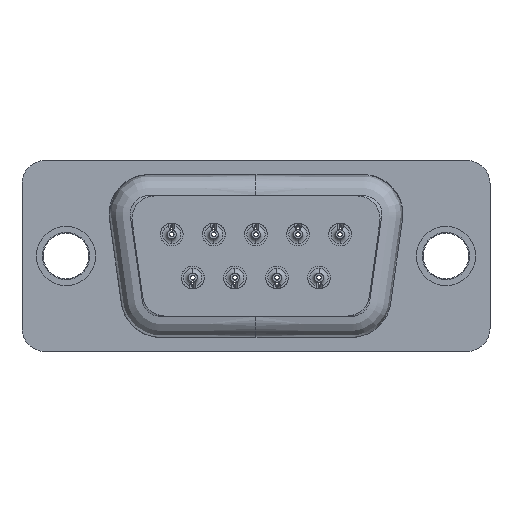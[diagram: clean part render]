
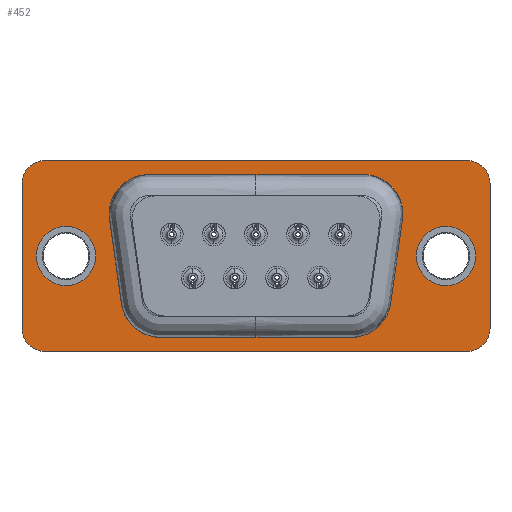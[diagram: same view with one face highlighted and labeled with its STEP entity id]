
A CAD part, front view. The second image highlights one B-rep face of the part: STEP entity #452.
In plain terms, the highlighted planar face has unit normal (0, -1, 0).
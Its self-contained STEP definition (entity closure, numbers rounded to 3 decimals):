
#452=ADVANCED_FACE('',(#1773,#1774,#1775,#1776),#1777,.F.);
#1773=FACE_BOUND('',#11581,.T.);
#1774=FACE_BOUND('',#11582,.T.);
#1775=FACE_BOUND('',#11583,.T.);
#1776=FACE_OUTER_BOUND('',#11584,.T.);
#1777=PLANE('',#11585);
#11581=EDGE_LOOP('',(#22751,#22752));
#11582=EDGE_LOOP('',(#22753,#22754));
#11583=EDGE_LOOP('',(#22755,#22756,#22757,#22758,#22759,#22760,#22761,#22762,#22763,#22764));
#11584=EDGE_LOOP('',(#22765,#22766,#22767,#22768,#22769,#22770,#22771,#22772));
#11585=AXIS2_PLACEMENT_3D('',#22773,#22774,#22775);
#22751=ORIENTED_EDGE('',*,*,#29534,.T.);
#22752=ORIENTED_EDGE('',*,*,#29558,.T.);
#22753=ORIENTED_EDGE('',*,*,#29542,.T.);
#22754=ORIENTED_EDGE('',*,*,#29559,.T.);
#22755=ORIENTED_EDGE('',*,*,#29560,.T.);
#22756=ORIENTED_EDGE('',*,*,#29561,.T.);
#22757=ORIENTED_EDGE('',*,*,#29524,.T.);
#22758=ORIENTED_EDGE('',*,*,#29523,.T.);
#22759=ORIENTED_EDGE('',*,*,#29522,.T.);
#22760=ORIENTED_EDGE('',*,*,#29521,.T.);
#22761=ORIENTED_EDGE('',*,*,#29520,.T.);
#22762=ORIENTED_EDGE('',*,*,#29562,.T.);
#22763=ORIENTED_EDGE('',*,*,#29563,.T.);
#22764=ORIENTED_EDGE('',*,*,#29564,.T.);
#22765=ORIENTED_EDGE('',*,*,#29565,.F.);
#22766=ORIENTED_EDGE('',*,*,#29566,.F.);
#22767=ORIENTED_EDGE('',*,*,#29567,.F.);
#22768=ORIENTED_EDGE('',*,*,#29568,.F.);
#22769=ORIENTED_EDGE('',*,*,#29569,.F.);
#22770=ORIENTED_EDGE('',*,*,#29570,.F.);
#22771=ORIENTED_EDGE('',*,*,#29571,.F.);
#22772=ORIENTED_EDGE('',*,*,#29572,.F.);
#22773=CARTESIAN_POINT('',(-13.9,-0.4,4.775));
#22774=DIRECTION('',(-0.0,1.0,0.0));
#22775=DIRECTION('',(1.0,0.0,0.0));
#29520=EDGE_CURVE('',#32618,#32616,#32619,.T.);
#29521=EDGE_CURVE('',#32620,#32618,#32621,.T.);
#29522=EDGE_CURVE('',#32622,#32620,#32623,.T.);
#29523=EDGE_CURVE('',#32624,#32622,#32625,.T.);
#29524=EDGE_CURVE('',#32612,#32624,#32626,.T.);
#29534=EDGE_CURVE('',#32638,#32642,#32644,.T.);
#29542=EDGE_CURVE('',#32654,#32658,#32660,.T.);
#29558=EDGE_CURVE('',#32642,#32638,#32688,.T.);
#29559=EDGE_CURVE('',#32658,#32654,#32689,.T.);
#29560=EDGE_CURVE('',#32690,#32691,#32692,.T.);
#29561=EDGE_CURVE('',#32691,#32612,#32693,.T.);
#29562=EDGE_CURVE('',#32616,#32694,#32695,.T.);
#29563=EDGE_CURVE('',#32694,#32696,#32697,.T.);
#29564=EDGE_CURVE('',#32696,#32690,#32698,.T.);
#29565=EDGE_CURVE('',#32699,#32700,#32701,.T.);
#29566=EDGE_CURVE('',#32702,#32699,#32703,.T.);
#29567=EDGE_CURVE('',#32704,#32702,#32705,.T.);
#29568=EDGE_CURVE('',#32706,#32704,#32707,.T.);
#29569=EDGE_CURVE('',#32708,#32706,#32709,.T.);
#29570=EDGE_CURVE('',#32710,#32708,#32711,.T.);
#29571=EDGE_CURVE('',#32712,#32710,#32713,.T.);
#29572=EDGE_CURVE('',#32700,#32712,#32714,.T.);
#32612=VERTEX_POINT('',#37496);
#32616=VERTEX_POINT('',#37654);
#32618=VERTEX_POINT('',#37675);
#32619=LINE('',#37676,#37677);
#32620=VERTEX_POINT('',#37678);
#32621=CIRCLE('',#37679,2.6);
#32622=VERTEX_POINT('',#37680);
#32623=LINE('',#37681,#37682);
#32624=VERTEX_POINT('',#37683);
#32625=CIRCLE('',#37684,2.6);
#32626=LINE('',#37685,#37686);
#32638=VERTEX_POINT('',#37702);
#32642=VERTEX_POINT('',#37707);
#32644=CIRCLE('',#37710,1.95);
#32654=VERTEX_POINT('',#37722);
#32658=VERTEX_POINT('',#37727);
#32660=CIRCLE('',#37730,1.95);
#32688=CIRCLE('',#37765,1.95);
#32689=CIRCLE('',#37766,1.95);
#32690=VERTEX_POINT('',#37767);
#32691=VERTEX_POINT('',#37768);
#32692=CIRCLE('',#37769,2.6);
#32693=LINE('',#37770,#37771);
#32694=VERTEX_POINT('',#37772);
#32695=LINE('',#37773,#37774);
#32696=VERTEX_POINT('',#37775);
#32697=CIRCLE('',#37776,2.6);
#32698=LINE('',#37777,#37778);
#32699=VERTEX_POINT('',#37779);
#32700=VERTEX_POINT('',#37780);
#32701=CIRCLE('',#37781,1.5);
#32702=VERTEX_POINT('',#37782);
#32703=LINE('',#37783,#37784);
#32704=VERTEX_POINT('',#37785);
#32705=CIRCLE('',#37786,1.5);
#32706=VERTEX_POINT('',#37787);
#32707=LINE('',#37788,#37789);
#32708=VERTEX_POINT('',#37790);
#32709=CIRCLE('',#37791,1.5);
#32710=VERTEX_POINT('',#37792);
#32711=LINE('',#37793,#37794);
#32712=VERTEX_POINT('',#37795);
#32713=CIRCLE('',#37796,1.5);
#32714=LINE('',#37797,#37798);
#37496=CARTESIAN_POINT('',(0.,-0.4,5.36));
#37654=CARTESIAN_POINT('',(0.,-0.4,-5.36));
#37675=CARTESIAN_POINT('',(6.289,-0.4,-5.36));
#37676=CARTESIAN_POINT('',(6.289,-0.4,-5.36));
#37677=VECTOR('',#44390,1000.0);
#37678=CARTESIAN_POINT('',(8.864,-0.4,-3.122));
#37679=AXIS2_PLACEMENT_3D('',#44391,#44392,#44393);
#37680=CARTESIAN_POINT('',(9.64,-0.4,2.398));
#37681=CARTESIAN_POINT('',(9.64,-0.4,2.398));
#37682=VECTOR('',#44394,1000.0);
#37683=CARTESIAN_POINT('',(7.065,-0.4,5.36));
#37684=AXIS2_PLACEMENT_3D('',#44395,#44396,#44397);
#37685=CARTESIAN_POINT('',(-7.065,-0.4,5.36));
#37686=VECTOR('',#44398,1000.0);
#37702=CARTESIAN_POINT('',(12.5,-0.4,1.95));
#37707=CARTESIAN_POINT('',(12.5,-0.4,-1.95));
#37710=AXIS2_PLACEMENT_3D('',#44412,#44413,#44414);
#37722=CARTESIAN_POINT('',(-12.5,-0.4,1.95));
#37727=CARTESIAN_POINT('',(-12.5,-0.4,-1.95));
#37730=AXIS2_PLACEMENT_3D('',#44428,#44429,#44430);
#37765=AXIS2_PLACEMENT_3D('',#44462,#44463,#44464);
#37766=AXIS2_PLACEMENT_3D('',#44465,#44466,#44467);
#37767=CARTESIAN_POINT('',(-9.64,-0.4,2.398));
#37768=CARTESIAN_POINT('',(-7.065,-0.4,5.36));
#37769=AXIS2_PLACEMENT_3D('',#44468,#44469,#44470);
#37770=CARTESIAN_POINT('',(-7.065,-0.4,5.36));
#37771=VECTOR('',#44471,1000.0);
#37772=CARTESIAN_POINT('',(-6.289,-0.4,-5.36));
#37773=CARTESIAN_POINT('',(6.289,-0.4,-5.36));
#37774=VECTOR('',#44472,1000.0);
#37775=CARTESIAN_POINT('',(-8.864,-0.4,-3.122));
#37776=AXIS2_PLACEMENT_3D('',#44473,#44474,#44475);
#37777=CARTESIAN_POINT('',(-8.864,-0.4,-3.122));
#37778=VECTOR('',#44476,1000.0);
#37779=CARTESIAN_POINT('',(-15.4,-0.4,4.775));
#37780=CARTESIAN_POINT('',(-13.9,-0.4,6.275));
#37781=AXIS2_PLACEMENT_3D('',#44477,#44478,#44479);
#37782=CARTESIAN_POINT('',(-15.4,-0.4,-4.775));
#37783=CARTESIAN_POINT('',(-15.4,-0.4,-4.775));
#37784=VECTOR('',#44480,1000.0);
#37785=CARTESIAN_POINT('',(-13.9,-0.4,-6.275));
#37786=AXIS2_PLACEMENT_3D('',#44481,#44482,#44483);
#37787=CARTESIAN_POINT('',(13.9,-0.4,-6.275));
#37788=CARTESIAN_POINT('',(13.9,-0.4,-6.275));
#37789=VECTOR('',#44484,1000.0);
#37790=CARTESIAN_POINT('',(15.4,-0.4,-4.775));
#37791=AXIS2_PLACEMENT_3D('',#44485,#44486,#44487);
#37792=CARTESIAN_POINT('',(15.4,-0.4,4.775));
#37793=CARTESIAN_POINT('',(15.4,-0.4,4.775));
#37794=VECTOR('',#44488,1000.0);
#37795=CARTESIAN_POINT('',(13.9,-0.4,6.275));
#37796=AXIS2_PLACEMENT_3D('',#44489,#44490,#44491);
#37797=CARTESIAN_POINT('',(-13.9,-0.4,6.275));
#37798=VECTOR('',#44492,1000.0);
#44390=DIRECTION('',(-1.0,0.0,0.));
#44391=CARTESIAN_POINT('',(6.289,-0.4,-2.76));
#44392=DIRECTION('',(-0.0,1.0,0.0));
#44393=DIRECTION('',(1.0,0.0,0.0));
#44394=DIRECTION('',(-0.139,0.0,-0.99));
#44395=CARTESIAN_POINT('',(7.065,-0.4,2.76));
#44396=DIRECTION('',(0.0,1.0,0.0));
#44397=DIRECTION('',(-1.0,0.0,0.0));
#44398=DIRECTION('',(1.0,0.0,0.));
#44412=CARTESIAN_POINT('',(12.5,-0.4,0.));
#44413=DIRECTION('',(0.0,1.0,0.0));
#44414=DIRECTION('',(0.0,0.0,1.0));
#44428=CARTESIAN_POINT('',(-12.5,-0.4,0.));
#44429=DIRECTION('',(0.0,1.0,0.0));
#44430=DIRECTION('',(0.0,0.0,1.0));
#44462=CARTESIAN_POINT('',(12.5,-0.4,0.));
#44463=DIRECTION('',(0.0,1.0,0.0));
#44464=DIRECTION('',(0.0,0.0,1.0));
#44465=CARTESIAN_POINT('',(-12.5,-0.4,0.));
#44466=DIRECTION('',(0.0,1.0,0.0));
#44467=DIRECTION('',(0.0,0.0,1.0));
#44468=CARTESIAN_POINT('',(-7.065,-0.4,2.76));
#44469=DIRECTION('',(-0.0,1.0,0.0));
#44470=DIRECTION('',(1.0,0.0,0.0));
#44471=DIRECTION('',(1.0,0.0,0.));
#44472=DIRECTION('',(-1.0,0.0,0.));
#44473=CARTESIAN_POINT('',(-6.289,-0.4,-2.76));
#44474=DIRECTION('',(-0.0,1.0,0.0));
#44475=DIRECTION('',(1.0,0.0,0.0));
#44476=DIRECTION('',(-0.139,0.0,0.99));
#44477=CARTESIAN_POINT('',(-13.9,-0.4,4.775));
#44478=DIRECTION('',(-0.0,1.0,0.0));
#44479=DIRECTION('',(1.0,0.0,0.0));
#44480=DIRECTION('',(0.0,0.0,1.0));
#44481=CARTESIAN_POINT('',(-13.9,-0.4,-4.775));
#44482=DIRECTION('',(-0.0,1.0,0.0));
#44483=DIRECTION('',(1.0,0.0,0.0));
#44484=DIRECTION('',(-1.0,0.0,0.0));
#44485=CARTESIAN_POINT('',(13.9,-0.4,-4.775));
#44486=DIRECTION('',(-0.0,1.0,0.0));
#44487=DIRECTION('',(1.0,0.0,0.0));
#44488=DIRECTION('',(0.0,0.0,-1.0));
#44489=CARTESIAN_POINT('',(13.9,-0.4,4.775));
#44490=DIRECTION('',(0.0,1.0,0.0));
#44491=DIRECTION('',(-1.0,0.0,0.0));
#44492=DIRECTION('',(1.0,0.0,0.0));
